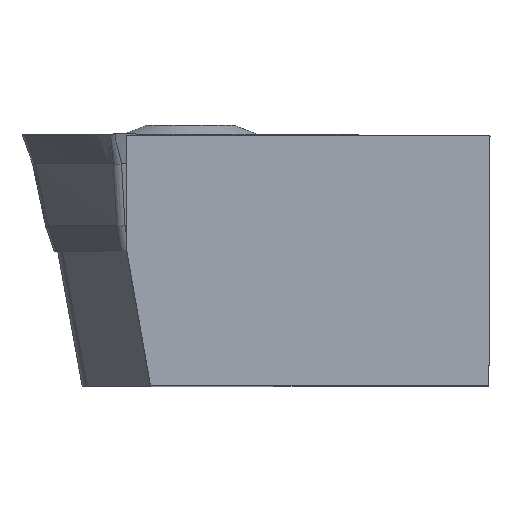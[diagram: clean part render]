
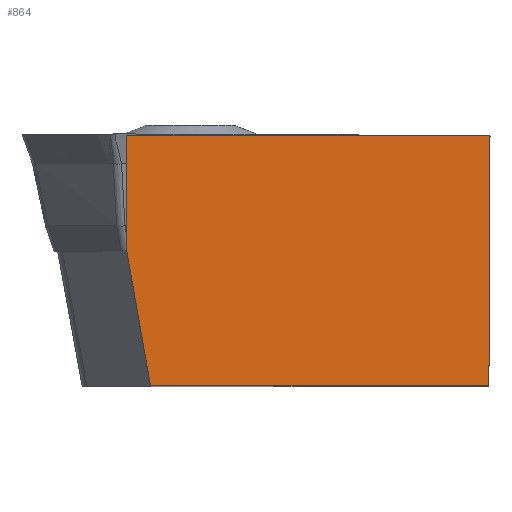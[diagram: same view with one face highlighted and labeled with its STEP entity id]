
A CAD part, top view. The second image highlights one B-rep face of the part: STEP entity #864.
In plain terms, the highlighted planar face has unit normal (0, 0, 1).
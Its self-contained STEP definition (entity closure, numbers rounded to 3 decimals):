
#567=FACE_OUTER_BOUND('',#1076,.T.);
#671=LINE('',#3889,#752);
#679=LINE('',#4082,#760);
#686=LINE('',#4212,#767);
#687=LINE('',#4214,#768);
#688=LINE('',#4216,#769);
#752=VECTOR('',#3195,1.);
#760=VECTOR('',#3215,1.);
#767=VECTOR('',#3238,1.);
#768=VECTOR('',#3241,1.);
#769=VECTOR('',#3242,1.);
#864=ADVANCED_FACE('',(#567),#961,.T.);
#961=PLANE('',#2954);
#1076=EDGE_LOOP('',(#1432,#1433,#1434,#1435,#1436));
#1432=ORIENTED_EDGE('',*,*,#2489,.T.);
#1433=ORIENTED_EDGE('',*,*,#2490,.F.);
#1434=ORIENTED_EDGE('',*,*,#2491,.F.);
#1435=ORIENTED_EDGE('',*,*,#2444,.F.);
#1436=ORIENTED_EDGE('',*,*,#2470,.T.);
#2109=VERTEX_POINT('',#3888);
#2110=VERTEX_POINT('',#3890);
#2124=VERTEX_POINT('',#4081);
#2135=VERTEX_POINT('',#4211);
#2136=VERTEX_POINT('',#4215);
#2444=EDGE_CURVE('',#2109,#2110,#671,.T.);
#2470=EDGE_CURVE('',#2109,#2124,#679,.T.);
#2489=EDGE_CURVE('',#2124,#2135,#686,.T.);
#2490=EDGE_CURVE('',#2136,#2135,#687,.T.);
#2491=EDGE_CURVE('',#2110,#2136,#688,.T.);
#2954=AXIS2_PLACEMENT_3D('',#4217,#3243,#3244);
#3195=DIRECTION('',(-0.004,-1.,0.));
#3215=DIRECTION('',(-1.,0.,0.));
#3238=DIRECTION('',(0.,-1.,0.));
#3241=DIRECTION('',(-0.174,0.985,0.));
#3242=DIRECTION('',(-1.,0.,0.));
#3243=DIRECTION('',(0.,0.,1.));
#3244=DIRECTION('',(0.,-1.,0.));
#3888=CARTESIAN_POINT('',(0.004,11.9,0.));
#3889=CARTESIAN_POINT('',(0.004,11.878,0.));
#3890=CARTESIAN_POINT('',(-0.048,0.,0.));
#4081=CARTESIAN_POINT('',(-17.3,11.9,0.));
#4082=CARTESIAN_POINT('',(-5.,11.9,0.));
#4211=CARTESIAN_POINT('',(-17.3,6.44,0.));
#4212=CARTESIAN_POINT('',(-17.3,11.9,0.));
#4214=CARTESIAN_POINT('',(-17.3,6.44,0.));
#4215=CARTESIAN_POINT('',(-16.164,0.,0.));
#4216=CARTESIAN_POINT('',(-5.,0.,0.));
#4217=CARTESIAN_POINT('',(-5.,11.9,0.));
